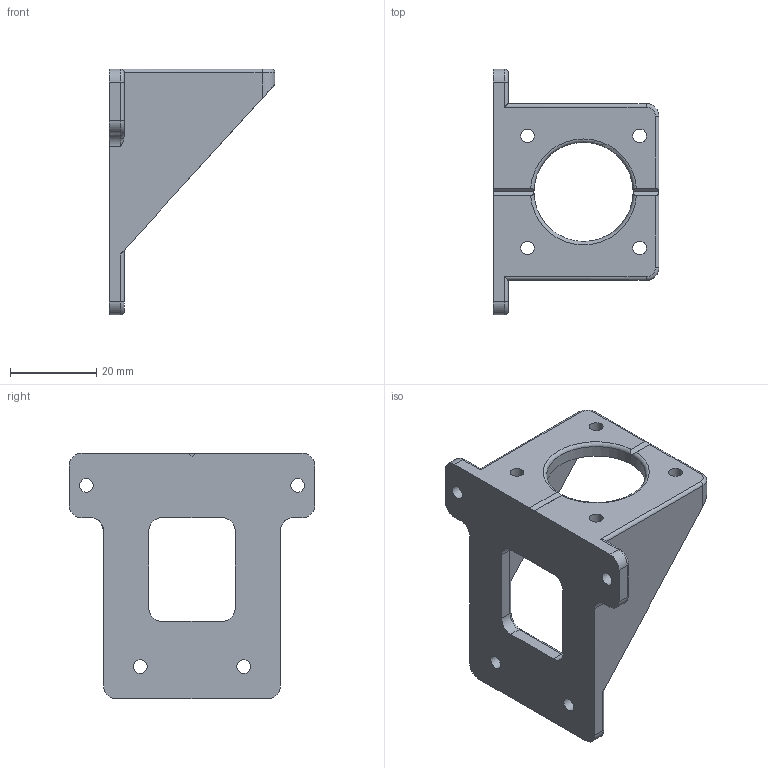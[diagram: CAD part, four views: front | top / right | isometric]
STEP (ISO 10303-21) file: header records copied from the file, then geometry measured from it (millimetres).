
FILE_DESCRIPTION(('FreeCAD Model'),'2;1');
FILE_NAME('Open CASCADE Shape Model','2024-05-04T17:36:11',(''),(''), 'Open CASCADE STEP processor 7.6','FreeCAD','Unknown');
FILE_SCHEMA(('AUTOMOTIVE_DESIGN { 1 0 10303 214 1 1 1 1 }'));
Length unit declared in the file: millimetre
Products named in the file (1): motor.holder
Bounding box: 38.5 x 57 x 57 mm (x, y, z)
Volume: 14644.9 mm3; surface area: 10361.5 mm2
Topology: 1 solids, 1 shells, 86 faces, 222 edges, 138 vertices
Faces by surface type: cylinder 40, plane 28, torus 16, bspline 2
Full cylindrical faces by diameter (mm): 3.2 x8, 23 x1
Entity records: 6094 total; most frequent: CARTESIAN_POINT 1693, DIRECTION 809, ORIENTED_EDGE 444, PCURVE 444, DEFINITIONAL_REPRESENTATION 444, LINE 397, VECTOR 397, EDGE_CURVE 222
